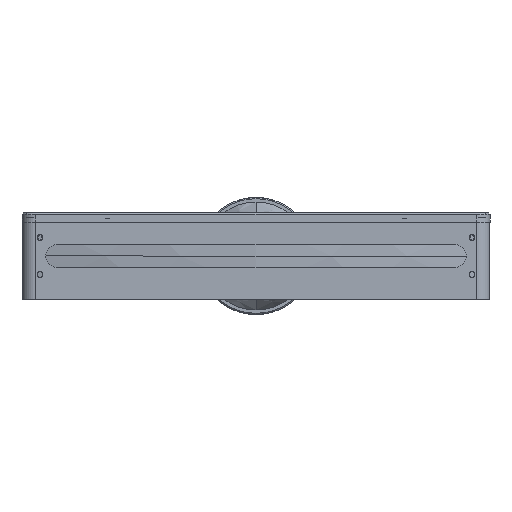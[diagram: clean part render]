
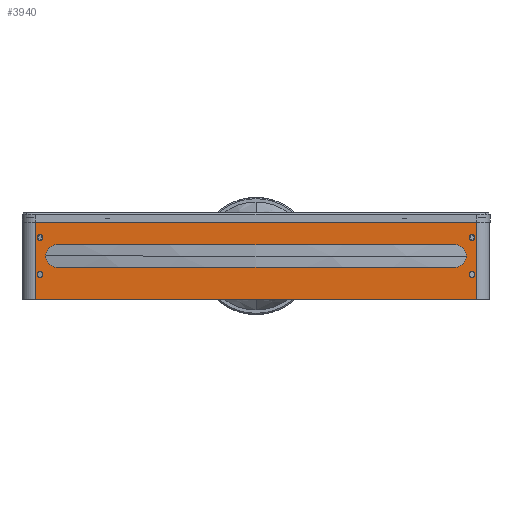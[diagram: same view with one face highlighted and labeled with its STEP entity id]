
A CAD part, front view. The second image highlights one B-rep face of the part: STEP entity #3940.
In plain terms, the highlighted planar face has unit normal (0, -1, 0).
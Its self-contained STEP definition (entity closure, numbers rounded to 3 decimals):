
#54 = ORIENTED_EDGE ( 'NONE', *, *, #7861, .F. ) ;
#99 = AXIS2_PLACEMENT_3D ( 'NONE', #10930, #10904, #10872 ) ;
#374 = DIRECTION ( 'NONE',  ( 1., 0., 0. ) ) ;
#540 = DIRECTION ( 'NONE',  ( -1., 0., 0. ) ) ;
#594 = CARTESIAN_POINT ( 'NONE',  ( -88.5, -568.906, 5. ) ) ;
#691 = CARTESIAN_POINT ( 'NONE',  ( 98., -568.906, -19.25 ) ) ;
#739 = CARTESIAN_POINT ( 'NONE',  ( -98., -568.906, 15. ) ) ;
#878 = CARTESIAN_POINT ( 'NONE',  ( -88.5, -568.906, 5. ) ) ;
#885 = DIRECTION ( 'NONE',  ( 0., 0., -1. ) ) ;
#890 = DIRECTION ( 'NONE',  ( 0., -1., 0. ) ) ;
#908 = CARTESIAN_POINT ( 'NONE',  ( -96., -568.906, 8.25 ) ) ;
#1185 = CIRCLE ( 'NONE', #99, 1.25 ) ;
#1206 = CARTESIAN_POINT ( 'NONE',  ( 98., -568.906, 15. ) ) ;
#1471 = CARTESIAN_POINT ( 'NONE',  ( 96., -568.906, 7. ) ) ;
#1711 = VERTEX_POINT ( 'NONE', #13435 ) ;
#1843 = ORIENTED_EDGE ( 'NONE', *, *, #4184, .T. ) ;
#1917 = ORIENTED_EDGE ( 'NONE', *, *, #12315, .T. ) ;
#2102 = VERTEX_POINT ( 'NONE', #9195 ) ;
#2213 = DIRECTION ( 'NONE',  ( 0., 0., -1. ) ) ;
#2222 = DIRECTION ( 'NONE',  ( 0., -1., 0. ) ) ;
#2228 = CARTESIAN_POINT ( 'NONE',  ( 96., -568.906, -8.25 ) ) ;
#2333 = CIRCLE ( 'NONE', #10739, 1.25 ) ;
#2646 = EDGE_CURVE ( 'NONE', #7134, #9212, #16231, .T. ) ;
#2982 = DIRECTION ( 'NONE',  ( 0., 0., -1. ) ) ;
#3037 = DIRECTION ( 'NONE',  ( 0., -1., 0. ) ) ;
#3069 = CARTESIAN_POINT ( 'NONE',  ( 96., -568.906, -8.25 ) ) ;
#3190 = EDGE_LOOP ( 'NONE', ( #3288, #14141 ) ) ;
#3208 = VERTEX_POINT ( 'NONE', #1471 ) ;
#3220 = ORIENTED_EDGE ( 'NONE', *, *, #4316, .F. ) ;
#3256 = ORIENTED_EDGE ( 'NONE', *, *, #12258, .F. ) ;
#3271 = ORIENTED_EDGE ( 'NONE', *, *, #5672, .F. ) ;
#3288 = ORIENTED_EDGE ( 'NONE', *, *, #12918, .F. ) ;
#3312 = VECTOR ( 'NONE', #15411, 1000. ) ;
#3352 = DIRECTION ( 'NONE',  ( 0., 0., -1. ) ) ;
#3374 = DIRECTION ( 'NONE',  ( 0., -1., 0. ) ) ;
#3387 = CARTESIAN_POINT ( 'NONE',  ( -96., -568.906, -8.25 ) ) ;
#3485 = ORIENTED_EDGE ( 'NONE', *, *, #2646, .F. ) ;
#3533 = ORIENTED_EDGE ( 'NONE', *, *, #15697, .F. ) ;
#3560 = ORIENTED_EDGE ( 'NONE', *, *, #6872, .F. ) ;
#3579 = ORIENTED_EDGE ( 'NONE', *, *, #5370, .T. ) ;
#3601 = CARTESIAN_POINT ( 'NONE',  ( 88.5, -568.906, -5. ) ) ;
#3940 = ADVANCED_FACE ( 'NONE', ( #5872, #16583, #16549, #5856, #5529, #6355 ), #11554, .F. ) ;
#4106 = CARTESIAN_POINT ( 'NONE',  ( -96., -568.906, -9.5 ) ) ;
#4184 = EDGE_CURVE ( 'NONE', #15754, #4289, #5622, .T. ) ;
#4258 = VECTOR ( 'NONE', #374, 1000. ) ;
#4289 = VERTEX_POINT ( 'NONE', #739 ) ;
#4316 = EDGE_CURVE ( 'NONE', #10621, #8058, #4536, .T. ) ;
#4328 = LINE ( 'NONE', #691, #4258 ) ;
#4395 = DIRECTION ( 'NONE',  ( 0., 0., 1. ) ) ;
#4487 = CIRCLE ( 'NONE', #5812, 1.25 ) ;
#4536 = LINE ( 'NONE', #594, #4814 ) ;
#4814 = VECTOR ( 'NONE', #540, 1000. ) ;
#4854 = VERTEX_POINT ( 'NONE', #13868 ) ;
#5370 = EDGE_CURVE ( 'NONE', #4289, #5405, #11494, .T. ) ;
#5405 = VERTEX_POINT ( 'NONE', #8596 ) ;
#5460 = EDGE_LOOP ( 'NONE', ( #3533, #54 ) ) ;
#5529 = FACE_BOUND ( 'NONE', #5460, .T. ) ;
#5606 = VECTOR ( 'NONE', #9518, 1000. ) ;
#5622 = LINE ( 'NONE', #9585, #5606 ) ;
#5672 = EDGE_CURVE ( 'NONE', #14287, #4854, #7571, .T. ) ;
#5812 = AXIS2_PLACEMENT_3D ( 'NONE', #908, #890, #885 ) ;
#5856 = FACE_BOUND ( 'NONE', #8764, .T. ) ;
#5872 = FACE_BOUND ( 'NONE', #14704, .T. ) ;
#5894 = CARTESIAN_POINT ( 'NONE',  ( 96., -568.906, 9.5 ) ) ;
#6355 = FACE_OUTER_BOUND ( 'NONE', #15395, .T. ) ;
#6621 = DIRECTION ( 'NONE',  ( 0., 0., -1. ) ) ;
#6638 = DIRECTION ( 'NONE',  ( 0., -1., 0. ) ) ;
#6651 = CARTESIAN_POINT ( 'NONE',  ( -96., -568.906, 8.25 ) ) ;
#6718 = AXIS2_PLACEMENT_3D ( 'NONE', #11438, #11433, #11419 ) ;
#6872 = EDGE_CURVE ( 'NONE', #15754, #7712, #13705, .T. ) ;
#7031 = AXIS2_PLACEMENT_3D ( 'NONE', #6651, #6638, #6621 ) ;
#7134 = VERTEX_POINT ( 'NONE', #14532 ) ;
#7323 = EDGE_CURVE ( 'NONE', #8058, #10181, #12676, .T. ) ;
#7571 = CIRCLE ( 'NONE', #7031, 1.25 ) ;
#7640 = DIRECTION ( 'NONE',  ( 0., 0., -1. ) ) ;
#7660 = DIRECTION ( 'NONE',  ( 0., -1., 0. ) ) ;
#7684 = CARTESIAN_POINT ( 'NONE',  ( 96., -568.906, 8.25 ) ) ;
#7712 = VERTEX_POINT ( 'NONE', #12155 ) ;
#7861 = EDGE_CURVE ( 'NONE', #2102, #1711, #10802, .T. ) ;
#8058 = VERTEX_POINT ( 'NONE', #878 ) ;
#8166 = DIRECTION ( 'NONE',  ( 1., 0., 0. ) ) ;
#8276 = CARTESIAN_POINT ( 'NONE',  ( -88.5, -568.906, -5. ) ) ;
#8467 = CARTESIAN_POINT ( 'NONE',  ( 88.5, -568.906, 0. ) ) ;
#8521 = VERTEX_POINT ( 'NONE', #3601 ) ;
#8596 = CARTESIAN_POINT ( 'NONE',  ( -98., -568.906, -19.25 ) ) ;
#8764 = EDGE_LOOP ( 'NONE', ( #10644, #3485 ) ) ;
#8975 = CARTESIAN_POINT ( 'NONE',  ( -98., -568.906, 467.463 ) ) ;
#8984 = DIRECTION ( 'NONE',  ( 0., 0., -1. ) ) ;
#9195 = CARTESIAN_POINT ( 'NONE',  ( 96., -568.906, -7. ) ) ;
#9212 = VERTEX_POINT ( 'NONE', #4106 ) ;
#9518 = DIRECTION ( 'NONE',  ( -1., 0., 0. ) ) ;
#9585 = CARTESIAN_POINT ( 'NONE',  ( 98., -568.906, 15. ) ) ;
#9673 = ORIENTED_EDGE ( 'NONE', *, *, #10304, .F. ) ;
#10181 = VERTEX_POINT ( 'NONE', #11132 ) ;
#10304 = EDGE_CURVE ( 'NONE', #8521, #10621, #15894, .T. ) ;
#10359 = CIRCLE ( 'NONE', #15085, 1.25 ) ;
#10621 = VERTEX_POINT ( 'NONE', #11442 ) ;
#10644 = ORIENTED_EDGE ( 'NONE', *, *, #13177, .F. ) ;
#10739 = AXIS2_PLACEMENT_3D ( 'NONE', #15284, #15245, #15182 ) ;
#10802 = CIRCLE ( 'NONE', #11265, 1.25 ) ;
#10872 = DIRECTION ( 'NONE',  ( 0., 0., -1. ) ) ;
#10904 = DIRECTION ( 'NONE',  ( 0., -1., 0. ) ) ;
#10930 = CARTESIAN_POINT ( 'NONE',  ( -96., -568.906, -8.25 ) ) ;
#11132 = CARTESIAN_POINT ( 'NONE',  ( -88.5, -568.906, -5. ) ) ;
#11185 = AXIS2_PLACEMENT_3D ( 'NONE', #3387, #3374, #3352 ) ;
#11265 = AXIS2_PLACEMENT_3D ( 'NONE', #2228, #2222, #2213 ) ;
#11419 = DIRECTION ( 'NONE',  ( 0., 0., 1. ) ) ;
#11433 = DIRECTION ( 'NONE',  ( 0., 1., 0. ) ) ;
#11438 = CARTESIAN_POINT ( 'NONE',  ( 98., -568.906, 467.463 ) ) ;
#11442 = CARTESIAN_POINT ( 'NONE',  ( 88.5, -568.906, 5. ) ) ;
#11494 = LINE ( 'NONE', #8975, #11512 ) ;
#11512 = VECTOR ( 'NONE', #8984, 1000. ) ;
#11554 = PLANE ( 'NONE',  #6718 ) ;
#12155 = CARTESIAN_POINT ( 'NONE',  ( 98., -568.906, -19.25 ) ) ;
#12166 = CIRCLE ( 'NONE', #14872, 1.25 ) ;
#12204 = VECTOR ( 'NONE', #8166, 1000. ) ;
#12218 = LINE ( 'NONE', #8276, #12204 ) ;
#12258 = EDGE_CURVE ( 'NONE', #4854, #14287, #4487, .T. ) ;
#12315 = EDGE_CURVE ( 'NONE', #5405, #7712, #4328, .T. ) ;
#12658 = VERTEX_POINT ( 'NONE', #5894 ) ;
#12676 = CIRCLE ( 'NONE', #12813, 5. ) ;
#12813 = AXIS2_PLACEMENT_3D ( 'NONE', #13740, #13738, #13702 ) ;
#12918 = EDGE_CURVE ( 'NONE', #3208, #12658, #2333, .T. ) ;
#13177 = EDGE_CURVE ( 'NONE', #9212, #7134, #1185, .T. ) ;
#13435 = CARTESIAN_POINT ( 'NONE',  ( 96., -568.906, -9.5 ) ) ;
#13647 = CARTESIAN_POINT ( 'NONE',  ( -96., -568.906, 9.5 ) ) ;
#13702 = DIRECTION ( 'NONE',  ( 0., 0., 1. ) ) ;
#13705 = LINE ( 'NONE', #15477, #3312 ) ;
#13738 = DIRECTION ( 'NONE',  ( 0., -1., 0. ) ) ;
#13740 = CARTESIAN_POINT ( 'NONE',  ( -88.5, -568.906, 0. ) ) ;
#13868 = CARTESIAN_POINT ( 'NONE',  ( -96., -568.906, 7. ) ) ;
#14141 = ORIENTED_EDGE ( 'NONE', *, *, #15322, .F. ) ;
#14249 = ORIENTED_EDGE ( 'NONE', *, *, #7323, .F. ) ;
#14266 = ORIENTED_EDGE ( 'NONE', *, *, #15275, .F. ) ;
#14287 = VERTEX_POINT ( 'NONE', #13647 ) ;
#14532 = CARTESIAN_POINT ( 'NONE',  ( -96., -568.906, -7. ) ) ;
#14704 = EDGE_LOOP ( 'NONE', ( #9673, #14266, #14249, #3220 ) ) ;
#14758 = DIRECTION ( 'NONE',  ( 0., -1., 0. ) ) ;
#14790 = EDGE_LOOP ( 'NONE', ( #3256, #3271 ) ) ;
#14872 = AXIS2_PLACEMENT_3D ( 'NONE', #7684, #7660, #7640 ) ;
#15085 = AXIS2_PLACEMENT_3D ( 'NONE', #3069, #3037, #2982 ) ;
#15182 = DIRECTION ( 'NONE',  ( 0., 0., -1. ) ) ;
#15245 = DIRECTION ( 'NONE',  ( 0., -1., 0. ) ) ;
#15275 = EDGE_CURVE ( 'NONE', #10181, #8521, #12218, .T. ) ;
#15284 = CARTESIAN_POINT ( 'NONE',  ( 96., -568.906, 8.25 ) ) ;
#15322 = EDGE_CURVE ( 'NONE', #12658, #3208, #12166, .T. ) ;
#15395 = EDGE_LOOP ( 'NONE', ( #3560, #1843, #3579, #1917 ) ) ;
#15411 = DIRECTION ( 'NONE',  ( 0., 0., -1. ) ) ;
#15477 = CARTESIAN_POINT ( 'NONE',  ( 98., -568.906, 467.463 ) ) ;
#15697 = EDGE_CURVE ( 'NONE', #1711, #2102, #10359, .T. ) ;
#15754 = VERTEX_POINT ( 'NONE', #1206 ) ;
#15894 = CIRCLE ( 'NONE', #16414, 5. ) ;
#16231 = CIRCLE ( 'NONE', #11185, 1.25 ) ;
#16414 = AXIS2_PLACEMENT_3D ( 'NONE', #8467, #14758, #4395 ) ;
#16549 = FACE_BOUND ( 'NONE', #3190, .T. ) ;
#16583 = FACE_BOUND ( 'NONE', #14790, .T. ) ;
